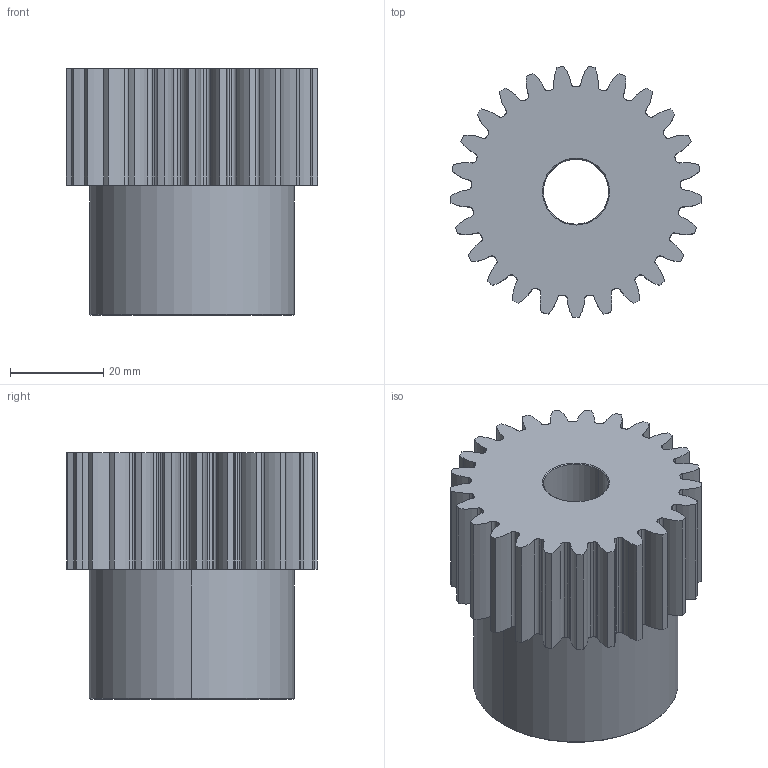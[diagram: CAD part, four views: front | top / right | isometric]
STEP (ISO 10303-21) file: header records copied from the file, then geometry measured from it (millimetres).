
FILE_DESCRIPTION(('STEP AP214'),'1');
FILE_NAME('117-020-025.stp','2017-07-17T09:28:28',('TraceParts'),('TraceParts S.A.'),'Spatial InterOp 3D',' ',' ');
FILE_SCHEMA(('automotive_design'));
Length unit declared in the file: millimetre
Products named in the file (1): 117-020-025
Bounding box: 53.96 x 53.87 x 53 mm (x, y, z)
Volume: 82853.6 mm3; surface area: 17476.1 mm2
Topology: 1 solids, 1 shells, 195 faces, 568 edges, 376 vertices
Faces by surface type: cylinder 184, cone 6, plane 3, torus 2
Entity records: 8265 total; most frequent: DIRECTION 1338, CARTESIAN_POINT 1140, ORIENTED_EDGE 1136, AXIS2_PLACEMENT_3D 574, EDGE_CURVE 568, CIRCLE 378, VERTEX_POINT 376, EDGE_LOOP 198
